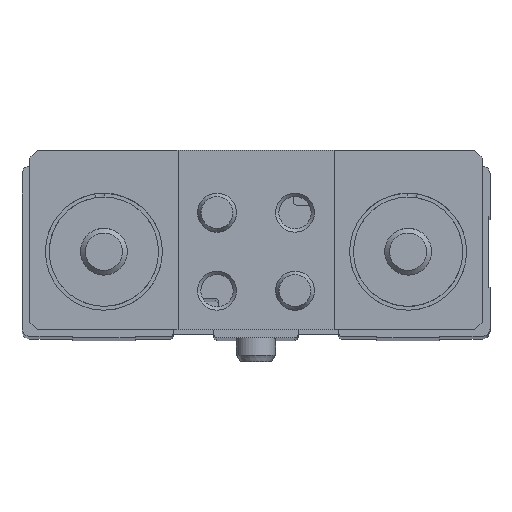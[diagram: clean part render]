
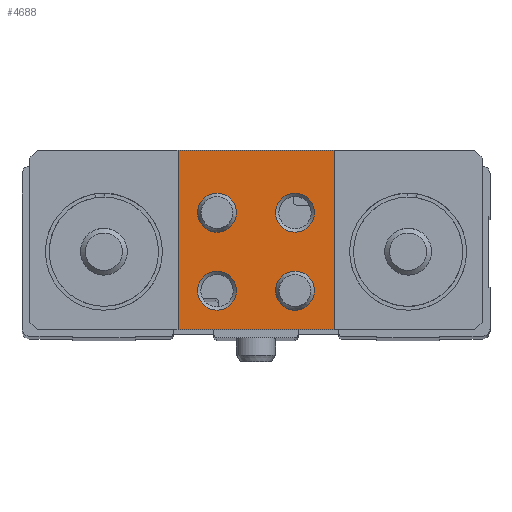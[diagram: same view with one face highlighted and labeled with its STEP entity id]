
A CAD part, top view. The second image highlights one B-rep face of the part: STEP entity #4688.
In plain terms, the highlighted planar face has unit normal (0, 0, 1).
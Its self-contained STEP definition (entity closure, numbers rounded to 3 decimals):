
#214=PLANE('',#5224);
#457=CIRCLE('',#5225,2.5);
#458=CIRCLE('',#5226,2.5);
#459=CIRCLE('',#5227,2.5);
#460=CIRCLE('',#5228,2.5);
#1369=ORIENTED_EDGE('',*,*,#2227,.T.);
#1370=ORIENTED_EDGE('',*,*,#2228,.T.);
#1371=ORIENTED_EDGE('',*,*,#2229,.T.);
#1372=ORIENTED_EDGE('',*,*,#2230,.T.);
#1373=ORIENTED_EDGE('',*,*,#2218,.T.);
#1374=ORIENTED_EDGE('',*,*,#2231,.T.);
#1375=ORIENTED_EDGE('',*,*,#2210,.T.);
#1376=ORIENTED_EDGE('',*,*,#2232,.T.);
#2210=EDGE_CURVE('',#2707,#2714,#3087,.T.);
#2218=EDGE_CURVE('',#2723,#2722,#3095,.T.);
#2227=EDGE_CURVE('',#2731,#2731,#457,.T.);
#2228=EDGE_CURVE('',#2732,#2732,#458,.T.);
#2229=EDGE_CURVE('',#2733,#2733,#459,.T.);
#2230=EDGE_CURVE('',#2734,#2734,#460,.T.);
#2231=EDGE_CURVE('',#2722,#2707,#3104,.T.);
#2232=EDGE_CURVE('',#2714,#2723,#3105,.T.);
#2707=VERTEX_POINT('',#7886);
#2714=VERTEX_POINT('',#7899);
#2722=VERTEX_POINT('',#7917);
#2723=VERTEX_POINT('',#7919);
#2731=VERTEX_POINT('',#7938);
#2732=VERTEX_POINT('',#7940);
#2733=VERTEX_POINT('',#7942);
#2734=VERTEX_POINT('',#7944);
#3087=LINE('',#7900,#3405);
#3095=LINE('',#7918,#3413);
#3104=LINE('',#7945,#3422);
#3105=LINE('',#7946,#3423);
#3405=VECTOR('',#6379,1000.);
#3413=VECTOR('',#6391,1000.);
#3422=VECTOR('',#6412,1000.);
#3423=VECTOR('',#6413,1000.);
#3735=EDGE_LOOP('',(#1369));
#3736=EDGE_LOOP('',(#1370));
#3737=EDGE_LOOP('',(#1371));
#3738=EDGE_LOOP('',(#1372));
#3739=EDGE_LOOP('',(#1373,#1374,#1375,#1376));
#4211=FACE_BOUND('',#3735,.T.);
#4212=FACE_BOUND('',#3736,.T.);
#4213=FACE_BOUND('',#3737,.T.);
#4214=FACE_BOUND('',#3738,.T.);
#4215=FACE_BOUND('',#3739,.T.);
#4688=ADVANCED_FACE('',(#4211,#4212,#4213,#4214,#4215),#214,.T.);
#5224=AXIS2_PLACEMENT_3D('',#7936,#6402,#6403);
#5225=AXIS2_PLACEMENT_3D('',#7937,#6404,#6405);
#5226=AXIS2_PLACEMENT_3D('',#7939,#6406,#6407);
#5227=AXIS2_PLACEMENT_3D('',#7941,#6408,#6409);
#5228=AXIS2_PLACEMENT_3D('',#7943,#6410,#6411);
#6379=DIRECTION('',(-1.,0.,0.));
#6391=DIRECTION('',(1.,0.,0.));
#6402=DIRECTION('',(0.,0.,1.));
#6403=DIRECTION('',(1.,0.,0.));
#6404=DIRECTION('',(0.,0.,-1.));
#6405=DIRECTION('',(-1.,0.,0.));
#6406=DIRECTION('',(0.,0.,-1.));
#6407=DIRECTION('',(-1.,0.,0.));
#6408=DIRECTION('',(0.,0.,-1.));
#6409=DIRECTION('',(-1.,0.,0.));
#6410=DIRECTION('',(0.,0.,-1.));
#6411=DIRECTION('',(-1.,0.,0.));
#6412=DIRECTION('',(0.,1.,0.));
#6413=DIRECTION('',(0.,-1.,0.));
#7886=CARTESIAN_POINT('',(10.,13.,19.));
#7899=CARTESIAN_POINT('',(-10.,13.,19.));
#7900=CARTESIAN_POINT('',(29.,13.,19.));
#7917=CARTESIAN_POINT('',(10.,-10.,19.));
#7918=CARTESIAN_POINT('',(-29.,-10.,19.));
#7919=CARTESIAN_POINT('',(-10.,-10.,19.));
#7936=CARTESIAN_POINT('',(0.,0.,19.));
#7937=CARTESIAN_POINT('',(-5.,-5.,19.));
#7938=CARTESIAN_POINT('',(-7.5,-5.,19.));
#7939=CARTESIAN_POINT('',(-5.,5.,19.));
#7940=CARTESIAN_POINT('',(-7.5,5.,19.));
#7941=CARTESIAN_POINT('',(5.,-5.,19.));
#7942=CARTESIAN_POINT('',(2.5,-5.,19.));
#7943=CARTESIAN_POINT('',(5.,5.,19.));
#7944=CARTESIAN_POINT('',(2.5,5.,19.));
#7945=CARTESIAN_POINT('',(10.,0.,19.));
#7946=CARTESIAN_POINT('',(-10.,0.,19.));
